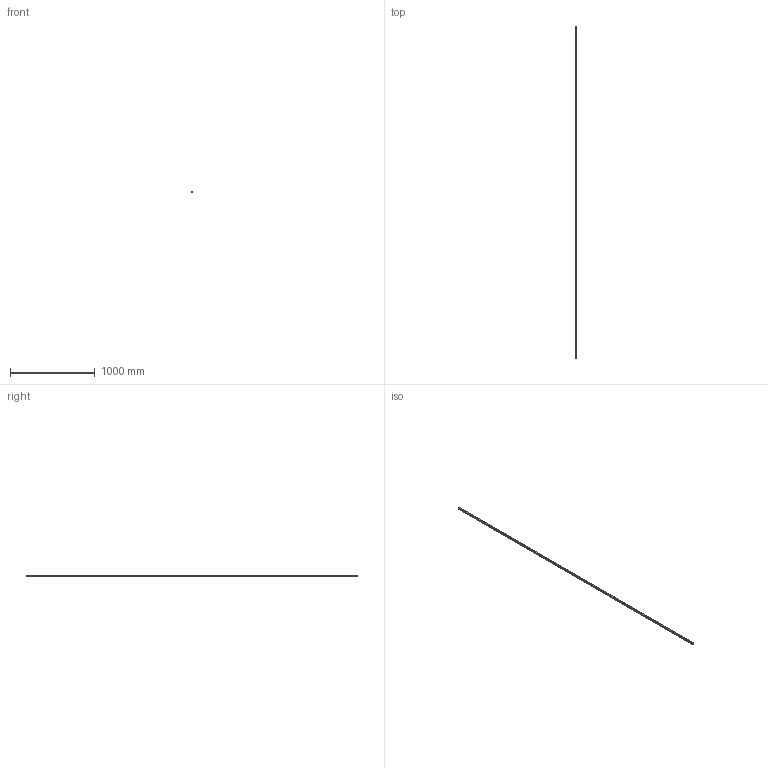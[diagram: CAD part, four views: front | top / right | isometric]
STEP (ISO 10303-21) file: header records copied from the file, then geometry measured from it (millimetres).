
FILE_DESCRIPTION(('STEP AP214'),'1');
FILE_NAME('cctmp_A61968E3-FD77-49B9-B585-6A92D4C44BED_2020_5_18_11_33_40_262..stp','2020-05-18T09:33:40',('HIWIN GmbH'),('CADClick - www.CADClick.com'),'Spatial InterOp 3D',' ','unknown authorization');
FILE_SCHEMA(('AUTOMOTIVE_DESIGN'));
Length unit declared in the file: millimetre
Products named in the file (1): HGR20R3920H_FILE
Bounding box: 20 x 3920 x 17.5 mm (x, y, z)
Volume: 1120158.2 mm3; surface area: 332540 mm2
Topology: 1 solids, 1 shells, 701 faces, 1491 edges, 994 vertices
Faces by surface type: cylinder 418, plane 283
Entity records: 24913 total; most frequent: DIRECTION 3731, CARTESIAN_POINT 3187, ORIENTED_EDGE 2982, AXIS2_PLACEMENT_3D 1538, EDGE_CURVE 1491, VERTEX_POINT 994, EDGE_LOOP 903, CIRCLE 836
